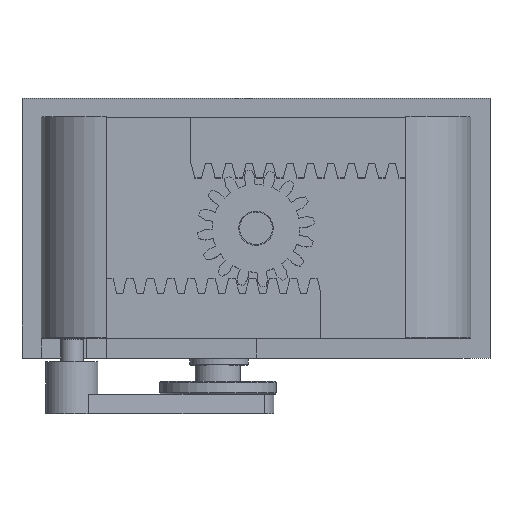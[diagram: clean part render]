
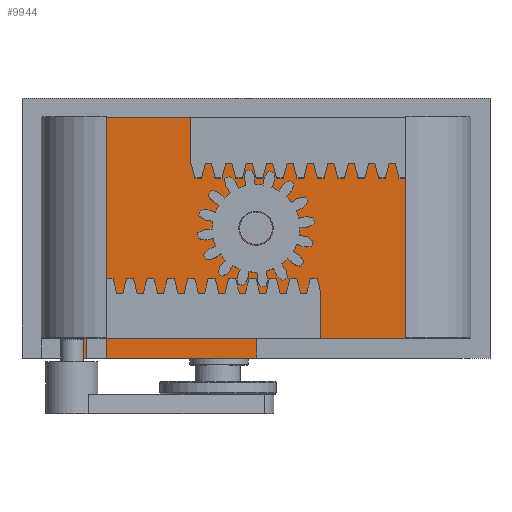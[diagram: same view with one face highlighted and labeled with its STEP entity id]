
A CAD part, top view. The second image highlights one B-rep face of the part: STEP entity #9944.
In plain terms, the highlighted planar face has unit normal (0, 0, 1).
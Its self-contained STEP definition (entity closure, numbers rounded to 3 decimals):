
#290=FACE_BOUND('',#1623,.T.);
#617=PLANE('',#10667);
#1066=FACE_OUTER_BOUND('',#1622,.T.);
#1622=EDGE_LOOP('',(#8685,#8686,#8687,#8688,#8689,#8690,#8691,#8692,#8693,
#8694,#8695,#8696,#8697,#8698,#8699,#8700,#8701,#8702,#8703,#8704,#8705,
#8706));
#1623=EDGE_LOOP('',(#8707));
#2595=LINE('',#47507,#3643);
#2597=LINE('',#47513,#3645);
#2598=LINE('',#47515,#3646);
#2599=LINE('',#47517,#3647);
#2600=LINE('',#47519,#3648);
#2601=LINE('',#47521,#3649);
#2602=LINE('',#47523,#3650);
#2603=LINE('',#47525,#3651);
#2604=LINE('',#47527,#3652);
#2605=LINE('',#47529,#3653);
#2606=LINE('',#47531,#3654);
#2607=LINE('',#47533,#3655);
#2608=LINE('',#47535,#3656);
#2609=LINE('',#47537,#3657);
#2610=LINE('',#47539,#3658);
#2611=LINE('',#47541,#3659);
#2612=LINE('',#47543,#3660);
#2613=LINE('',#47545,#3661);
#2614=LINE('',#47547,#3662);
#2615=LINE('',#47549,#3663);
#2616=LINE('',#47551,#3664);
#2617=LINE('',#47552,#3665);
#3643=VECTOR('',#12743,10.);
#3645=VECTOR('',#12749,10.);
#3646=VECTOR('',#12750,10.);
#3647=VECTOR('',#12751,10.);
#3648=VECTOR('',#12752,10.);
#3649=VECTOR('',#12753,10.);
#3650=VECTOR('',#12754,10.);
#3651=VECTOR('',#12755,10.);
#3652=VECTOR('',#12756,10.);
#3653=VECTOR('',#12757,10.);
#3654=VECTOR('',#12758,10.);
#3655=VECTOR('',#12759,10.);
#3656=VECTOR('',#12760,10.);
#3657=VECTOR('',#12761,10.);
#3658=VECTOR('',#12762,10.);
#3659=VECTOR('',#12763,10.);
#3660=VECTOR('',#12764,10.);
#3661=VECTOR('',#12765,10.);
#3662=VECTOR('',#12766,10.);
#3663=VECTOR('',#12767,10.);
#3664=VECTOR('',#12768,10.);
#3665=VECTOR('',#12769,10.);
#4039=CIRCLE('',#10668,2.4);
#4875=VERTEX_POINT('',#47504);
#4876=VERTEX_POINT('',#47506);
#4878=VERTEX_POINT('',#47512);
#4879=VERTEX_POINT('',#47514);
#4880=VERTEX_POINT('',#47516);
#4881=VERTEX_POINT('',#47518);
#4882=VERTEX_POINT('',#47520);
#4883=VERTEX_POINT('',#47522);
#4884=VERTEX_POINT('',#47524);
#4885=VERTEX_POINT('',#47526);
#4886=VERTEX_POINT('',#47528);
#4887=VERTEX_POINT('',#47530);
#4888=VERTEX_POINT('',#47532);
#4889=VERTEX_POINT('',#47534);
#4890=VERTEX_POINT('',#47536);
#4891=VERTEX_POINT('',#47538);
#4892=VERTEX_POINT('',#47540);
#4893=VERTEX_POINT('',#47542);
#4894=VERTEX_POINT('',#47544);
#4895=VERTEX_POINT('',#47546);
#4896=VERTEX_POINT('',#47548);
#4897=VERTEX_POINT('',#47550);
#4898=VERTEX_POINT('',#47553);
#6194=EDGE_CURVE('',#4875,#4876,#2595,.T.);
#6197=EDGE_CURVE('',#4878,#4875,#2597,.T.);
#6198=EDGE_CURVE('',#4879,#4878,#2598,.T.);
#6199=EDGE_CURVE('',#4880,#4879,#2599,.T.);
#6200=EDGE_CURVE('',#4881,#4880,#2600,.T.);
#6201=EDGE_CURVE('',#4882,#4881,#2601,.T.);
#6202=EDGE_CURVE('',#4883,#4882,#2602,.T.);
#6203=EDGE_CURVE('',#4884,#4883,#2603,.T.);
#6204=EDGE_CURVE('',#4885,#4884,#2604,.T.);
#6205=EDGE_CURVE('',#4886,#4885,#2605,.T.);
#6206=EDGE_CURVE('',#4887,#4886,#2606,.T.);
#6207=EDGE_CURVE('',#4888,#4887,#2607,.T.);
#6208=EDGE_CURVE('',#4889,#4888,#2608,.T.);
#6209=EDGE_CURVE('',#4890,#4889,#2609,.T.);
#6210=EDGE_CURVE('',#4891,#4890,#2610,.T.);
#6211=EDGE_CURVE('',#4892,#4891,#2611,.T.);
#6212=EDGE_CURVE('',#4893,#4892,#2612,.T.);
#6213=EDGE_CURVE('',#4894,#4893,#2613,.T.);
#6214=EDGE_CURVE('',#4895,#4894,#2614,.T.);
#6215=EDGE_CURVE('',#4896,#4895,#2615,.T.);
#6216=EDGE_CURVE('',#4897,#4896,#2616,.T.);
#6217=EDGE_CURVE('',#4876,#4897,#2617,.T.);
#6218=EDGE_CURVE('',#4898,#4898,#4039,.T.);
#8685=ORIENTED_EDGE('',*,*,#6194,.F.);
#8686=ORIENTED_EDGE('',*,*,#6197,.F.);
#8687=ORIENTED_EDGE('',*,*,#6198,.F.);
#8688=ORIENTED_EDGE('',*,*,#6199,.F.);
#8689=ORIENTED_EDGE('',*,*,#6200,.F.);
#8690=ORIENTED_EDGE('',*,*,#6201,.F.);
#8691=ORIENTED_EDGE('',*,*,#6202,.F.);
#8692=ORIENTED_EDGE('',*,*,#6203,.F.);
#8693=ORIENTED_EDGE('',*,*,#6204,.F.);
#8694=ORIENTED_EDGE('',*,*,#6205,.F.);
#8695=ORIENTED_EDGE('',*,*,#6206,.F.);
#8696=ORIENTED_EDGE('',*,*,#6207,.F.);
#8697=ORIENTED_EDGE('',*,*,#6208,.F.);
#8698=ORIENTED_EDGE('',*,*,#6209,.F.);
#8699=ORIENTED_EDGE('',*,*,#6210,.F.);
#8700=ORIENTED_EDGE('',*,*,#6211,.F.);
#8701=ORIENTED_EDGE('',*,*,#6212,.F.);
#8702=ORIENTED_EDGE('',*,*,#6213,.F.);
#8703=ORIENTED_EDGE('',*,*,#6214,.F.);
#8704=ORIENTED_EDGE('',*,*,#6215,.F.);
#8705=ORIENTED_EDGE('',*,*,#6216,.F.);
#8706=ORIENTED_EDGE('',*,*,#6217,.F.);
#8707=ORIENTED_EDGE('',*,*,#6218,.T.);
#9944=ADVANCED_FACE('',(#1066,#290),#617,.F.);
#10667=AXIS2_PLACEMENT_3D('',#47511,#12747,#12748);
#10668=AXIS2_PLACEMENT_3D('',#47554,#12770,#12771);
#12743=DIRECTION('',(0.,-1.,0.));
#12747=DIRECTION('center_axis',(0.,0.,-1.));
#12748=DIRECTION('ref_axis',(-1.,0.,0.));
#12749=DIRECTION('',(-1.,0.,0.));
#12750=DIRECTION('',(0.,-1.,0.));
#12751=DIRECTION('',(-1.,0.,0.));
#12752=DIRECTION('',(0.,-1.,0.));
#12753=DIRECTION('',(1.,0.,0.));
#12754=DIRECTION('',(0.,-1.,0.));
#12755=DIRECTION('',(1.,0.,0.));
#12756=DIRECTION('',(0.,-1.,0.));
#12757=DIRECTION('',(1.,0.,0.));
#12758=DIRECTION('',(0.,1.,0.));
#12759=DIRECTION('',(1.,0.,0.));
#12760=DIRECTION('',(0.,1.,0.));
#12761=DIRECTION('',(1.,0.,0.));
#12762=DIRECTION('',(0.,1.,0.));
#12763=DIRECTION('',(-1.,0.,0.));
#12764=DIRECTION('',(0.,1.,0.));
#12765=DIRECTION('',(-1.,0.,0.));
#12766=DIRECTION('',(0.,-1.,0.));
#12767=DIRECTION('',(-1.,0.,0.));
#12768=DIRECTION('',(0.,1.,0.));
#12769=DIRECTION('',(-1.,0.,0.));
#12770=DIRECTION('center_axis',(0.,0.,-1.));
#12771=DIRECTION('ref_axis',(-1.,0.,0.));
#47504=CARTESIAN_POINT('',(26.948,-17.,3.));
#47506=CARTESIAN_POINT('',(26.948,-20.,3.));
#47507=CARTESIAN_POINT('',(26.948,-10.,3.));
#47511=CARTESIAN_POINT('Origin',(0.,0.,3.));
#47512=CARTESIAN_POINT('',(33.,-17.,3.));
#47513=CARTESIAN_POINT('',(-33.,-17.,3.));
#47514=CARTESIAN_POINT('',(33.,-5.763,3.));
#47515=CARTESIAN_POINT('',(33.,-17.,3.));
#47516=CARTESIAN_POINT('',(36.,-5.763,3.));
#47517=CARTESIAN_POINT('',(18.,-5.763,3.));
#47518=CARTESIAN_POINT('',(36.,5.763,3.));
#47519=CARTESIAN_POINT('',(36.,-4.865,3.));
#47520=CARTESIAN_POINT('',(33.,5.763,3.));
#47521=CARTESIAN_POINT('',(18.,5.763,3.));
#47522=CARTESIAN_POINT('',(33.,17.,3.));
#47523=CARTESIAN_POINT('',(33.,-17.,3.));
#47524=CARTESIAN_POINT('',(21.471,17.,3.));
#47525=CARTESIAN_POINT('',(33.,17.,3.));
#47526=CARTESIAN_POINT('',(21.471,20.,3.));
#47527=CARTESIAN_POINT('',(21.471,10.,3.));
#47528=CARTESIAN_POINT('',(-21.471,20.,3.));
#47529=CARTESIAN_POINT('',(4.426,20.,3.));
#47530=CARTESIAN_POINT('',(-21.471,17.,3.));
#47531=CARTESIAN_POINT('',(-21.471,10.,3.));
#47532=CARTESIAN_POINT('',(-33.,17.,3.));
#47533=CARTESIAN_POINT('',(33.,17.,3.));
#47534=CARTESIAN_POINT('',(-33.,6.23,3.));
#47535=CARTESIAN_POINT('',(-33.,17.,3.));
#47536=CARTESIAN_POINT('',(-36.,6.23,3.));
#47537=CARTESIAN_POINT('',(-18.,6.23,3.));
#47538=CARTESIAN_POINT('',(-36.,-6.23,3.));
#47539=CARTESIAN_POINT('',(-36.,4.495,3.));
#47540=CARTESIAN_POINT('',(-33.,-6.23,3.));
#47541=CARTESIAN_POINT('',(-18.,-6.23,3.));
#47542=CARTESIAN_POINT('',(-33.,-20.,3.));
#47543=CARTESIAN_POINT('',(-33.,17.,3.));
#47544=CARTESIAN_POINT('',(0.,-20.,3.));
#47545=CARTESIAN_POINT('',(-34.5,-20.,3.));
#47546=CARTESIAN_POINT('',(0.,-17.,3.));
#47547=CARTESIAN_POINT('',(0.,-17.,3.));
#47548=CARTESIAN_POINT('',(9.052,-17.,3.));
#47549=CARTESIAN_POINT('',(-33.,-17.,3.));
#47550=CARTESIAN_POINT('',(9.052,-20.,3.));
#47551=CARTESIAN_POINT('',(9.052,-10.,3.));
#47552=CARTESIAN_POINT('',(-3.101,-20.,3.));
#47553=CARTESIAN_POINT('',(2.4,0.,3.));
#47554=CARTESIAN_POINT('Origin',(0.,0.,3.));
